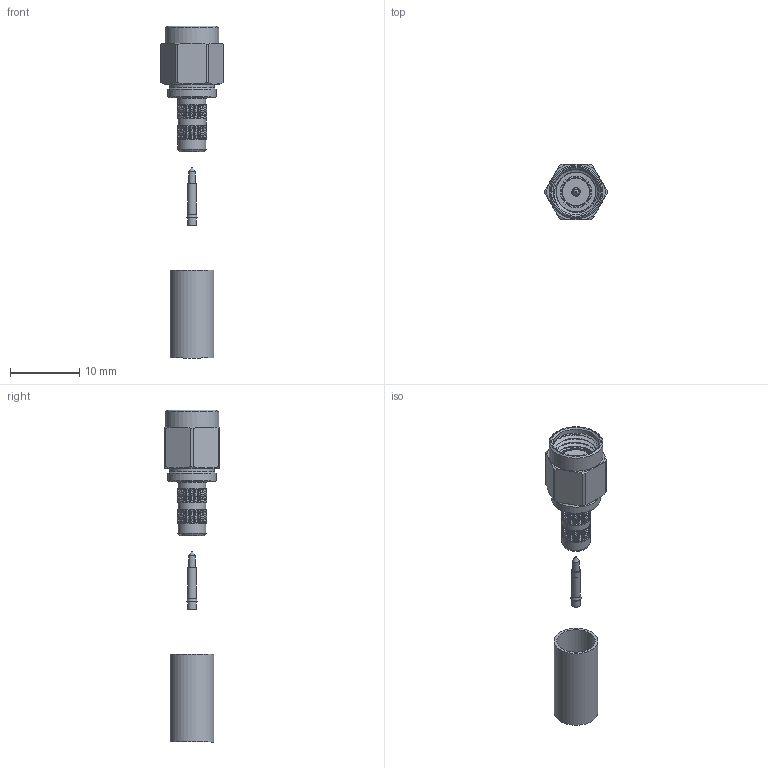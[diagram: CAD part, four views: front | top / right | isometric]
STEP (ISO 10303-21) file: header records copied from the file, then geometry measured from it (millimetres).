
FILE_DESCRIPTION(/* description */ ('Unknown'),/* implementation_level */ '2;1');
FILE_NAME(/* name */ '60346021210220',/* time_stamp */ '2022-04-06T10:06:50+02:00',/* author */ ('Unknown'),/* organization */ ('Unknown'),/* preprocessor_version */ 'ST-DEVELOPER v16.7',/* originating_system */ 'Solid Edge',/* authorisation */ 'Unknown');
FILE_SCHEMA (('AUTOMOTIVE_DESIGN {1 0 10303 214 3 1 1}'));
Products named in the file (9): 60346021210220; 60346021210220_Body; 60346021210220_ConnectorBody; 60346021210220_retainer ring; 60346021210220_gasket; 60346021210220_insulator; 60346021210220_shell; 60346021210220_CenterPin; 60346021210220_ferrule
Assembly tree (8 placements, depth 3):
  60346021210220
    60346021210220_Body
      60346021210220_ConnectorBody
      60346021210220_retainer ring
      60346021210220_gasket
      60346021210220_insulator
      60346021210220_shell
    60346021210220_CenterPin
    60346021210220_ferrule
Bounding box: 9.04 x 8 x 48.06 mm (x, y, z)
Volume: 498.1 mm3; surface area: 1818.8 mm2
Topology: 7 solids, 7 shells, 1662 faces, 3387 edges, 1751 vertices
Faces by surface type: bspline 1154, cylinder 347, plane 136, cone 14, torus 11
Full cylindrical faces by diameter (mm): 0.3 x1, 0.92 x1, 1.05 x1, 1.25 x1, 1.27 x2, 3 x1, 3.1 x1, 3.9 x1, 4 x1, 4.05 x1, 4.07 x3, 4.27 x1, 4.5 x1, 4.56 x1, 4.75 x1, 5.6 x1, 6 x1, 6.35 x1, 6.5 x2, 6.66 x6, 7 x2, 7.8 x1
Entity records: 60847 total; most frequent: CARTESIAN_POINT 39120, ORIENTED_EDGE 6624, EDGE_CURVE 3312, FACE_BOUND 1729, EDGE_LOOP 1728, VERTEX_POINT 1727, DIRECTION 1688, ADVANCED_FACE 1658
